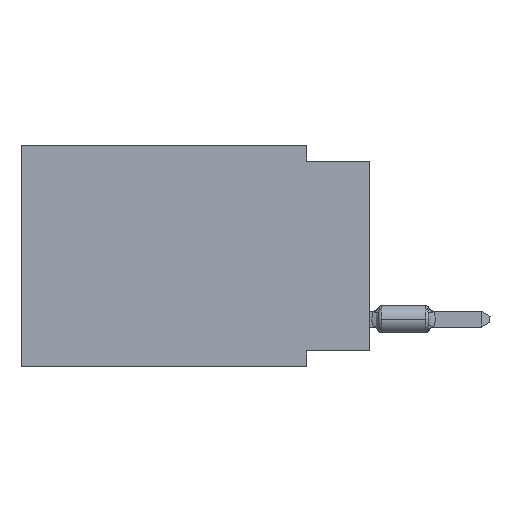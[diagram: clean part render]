
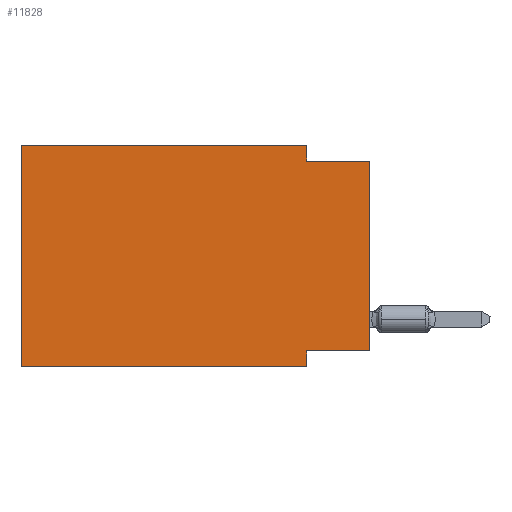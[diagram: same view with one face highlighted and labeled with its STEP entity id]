
A CAD part, left-side view. The second image highlights one B-rep face of the part: STEP entity #11828.
In plain terms, the highlighted planar face has unit normal (-1, 0, 0).
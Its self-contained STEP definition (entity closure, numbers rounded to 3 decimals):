
#788 = EDGE_LOOP ( 'NONE', ( #51161, #46107, #31004, #17033, #32115, #2910, #51158, #39973 ) ) ;
#1934 = VERTEX_POINT ( 'NONE', #16745 ) ;
#2910 = ORIENTED_EDGE ( 'NONE', *, *, #21085, .T. ) ;
#3178 = DIRECTION ( 'NONE',  ( 0., 0., -1. ) ) ;
#3231 = DIRECTION ( 'NONE',  ( 1., 0., 0. ) ) ;
#3437 = VECTOR ( 'NONE', #19342, 1000. ) ;
#4857 = EDGE_CURVE ( 'NONE', #22927, #37104, #23998, .T. ) ;
#5346 = VERTEX_POINT ( 'NONE', #29129 ) ;
#8157 = FACE_OUTER_BOUND ( 'NONE', #788, .T. ) ;
#11027 = AXIS2_PLACEMENT_3D ( 'NONE', #28143, #3231, #15554 ) ;
#11666 = LINE ( 'NONE', #45085, #48897 ) ;
#11828 = ADVANCED_FACE ( 'NONE', ( #8157 ), #19658, .F. ) ;
#11946 = DIRECTION ( 'NONE',  ( 0., 1., 0. ) ) ;
#12814 = CARTESIAN_POINT ( 'NONE',  ( 0., 0., -0.635 ) ) ;
#14456 = VERTEX_POINT ( 'NONE', #17072 ) ;
#15554 = DIRECTION ( 'NONE',  ( 0., 0., -1. ) ) ;
#16745 = CARTESIAN_POINT ( 'NONE',  ( 0., 2.54, -8.255 ) ) ;
#16960 = CARTESIAN_POINT ( 'NONE',  ( 0., 0., 0. ) ) ;
#17033 = ORIENTED_EDGE ( 'NONE', *, *, #25758, .F. ) ;
#17072 = CARTESIAN_POINT ( 'NONE',  ( 0., 0., -0.635 ) ) ;
#17401 = CARTESIAN_POINT ( 'NONE',  ( 0., 13.97, 0. ) ) ;
#17492 = DIRECTION ( 'NONE',  ( 0., 0., 1. ) ) ;
#18214 = VECTOR ( 'NONE', #34118, 1000. ) ;
#19342 = DIRECTION ( 'NONE',  ( 0., 0., -1. ) ) ;
#19658 = PLANE ( 'NONE',  #11027 ) ;
#19887 = CARTESIAN_POINT ( 'NONE',  ( 0., 2.54, -8.89 ) ) ;
#20018 = VECTOR ( 'NONE', #17492, 1000. ) ;
#21085 = EDGE_CURVE ( 'NONE', #5346, #33290, #21481, .T. ) ;
#21481 = LINE ( 'NONE', #22545, #41623 ) ;
#22545 = CARTESIAN_POINT ( 'NONE',  ( 0., 13.97, -8.89 ) ) ;
#22927 = VERTEX_POINT ( 'NONE', #33427 ) ;
#23147 = LINE ( 'NONE', #40122, #46287 ) ;
#23998 = LINE ( 'NONE', #41244, #3437 ) ;
#24867 = LINE ( 'NONE', #12814, #52696 ) ;
#25758 = EDGE_CURVE ( 'NONE', #25821, #22927, #42323, .T. ) ;
#25821 = VERTEX_POINT ( 'NONE', #29459 ) ;
#26797 = EDGE_CURVE ( 'NONE', #38856, #1934, #11666, .T. ) ;
#27283 = LINE ( 'NONE', #19887, #53660 ) ;
#27745 = EDGE_CURVE ( 'NONE', #38856, #14456, #33672, .T. ) ;
#28143 = CARTESIAN_POINT ( 'NONE',  ( 0., 13.97, 0. ) ) ;
#29129 = CARTESIAN_POINT ( 'NONE',  ( 0., 13.97, -8.89 ) ) ;
#29459 = CARTESIAN_POINT ( 'NONE',  ( 0., 13.97, 0. ) ) ;
#31004 = ORIENTED_EDGE ( 'NONE', *, *, #4857, .F. ) ;
#31023 = CARTESIAN_POINT ( 'NONE',  ( 0., 0., -8.255 ) ) ;
#32115 = ORIENTED_EDGE ( 'NONE', *, *, #44652, .F. ) ;
#32332 = CARTESIAN_POINT ( 'NONE',  ( 0., 2.54, -8.89 ) ) ;
#33290 = VERTEX_POINT ( 'NONE', #32332 ) ;
#33427 = CARTESIAN_POINT ( 'NONE',  ( 0., 2.54, 0. ) ) ;
#33672 = LINE ( 'NONE', #16960, #20018 ) ;
#34118 = DIRECTION ( 'NONE',  ( 0., -1., 0. ) ) ;
#36343 = CARTESIAN_POINT ( 'NONE',  ( 0., 2.54, -0.635 ) ) ;
#37104 = VERTEX_POINT ( 'NONE', #36343 ) ;
#38856 = VERTEX_POINT ( 'NONE', #31023 ) ;
#39973 = ORIENTED_EDGE ( 'NONE', *, *, #26797, .F. ) ;
#40122 = CARTESIAN_POINT ( 'NONE',  ( 0., 13.97, 0. ) ) ;
#41244 = CARTESIAN_POINT ( 'NONE',  ( 0., 2.54, 0. ) ) ;
#41579 = DIRECTION ( 'NONE',  ( 0., -1., 0. ) ) ;
#41623 = VECTOR ( 'NONE', #51047, 1000. ) ;
#42323 = LINE ( 'NONE', #17401, #18214 ) ;
#44652 = EDGE_CURVE ( 'NONE', #5346, #25821, #23147, .T. ) ;
#45085 = CARTESIAN_POINT ( 'NONE',  ( 0., 0., -8.255 ) ) ;
#46107 = ORIENTED_EDGE ( 'NONE', *, *, #48914, .F. ) ;
#46287 = VECTOR ( 'NONE', #48611, 1000. ) ;
#48611 = DIRECTION ( 'NONE',  ( 0., 0., 1. ) ) ;
#48897 = VECTOR ( 'NONE', #11946, 1000. ) ;
#48914 = EDGE_CURVE ( 'NONE', #37104, #14456, #24867, .T. ) ;
#50292 = EDGE_CURVE ( 'NONE', #1934, #33290, #27283, .T. ) ;
#51047 = DIRECTION ( 'NONE',  ( 0., -1., 0. ) ) ;
#51158 = ORIENTED_EDGE ( 'NONE', *, *, #50292, .F. ) ;
#51161 = ORIENTED_EDGE ( 'NONE', *, *, #27745, .T. ) ;
#52696 = VECTOR ( 'NONE', #41579, 1000. ) ;
#53660 = VECTOR ( 'NONE', #3178, 1000. ) ;
